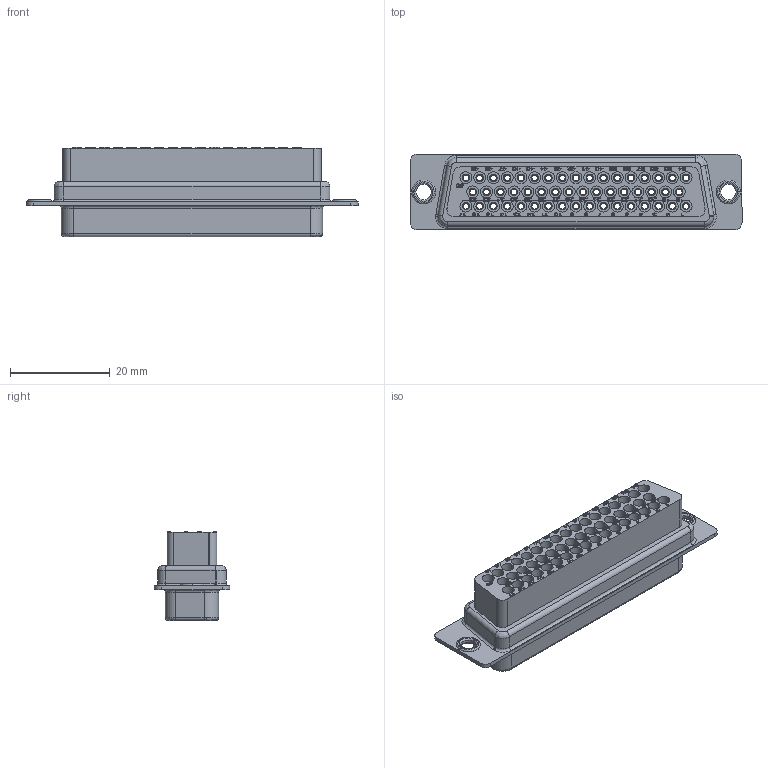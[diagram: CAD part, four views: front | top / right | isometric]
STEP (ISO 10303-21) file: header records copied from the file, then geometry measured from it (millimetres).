
FILE_DESCRIPTION (( 'STEP AP214' ), '1' );
FILE_NAME ('211-FS50-HV-V2.step', '2025-02-18T08:06:04', ( '' ), ( '' ), 'SwSTEP 2.0', 'SolidWorks 2022', '' );
FILE_SCHEMA (( 'AUTOMOTIVE_DESIGN' ));
Length unit declared in the file: millimetre
Products named in the file (1): 211-FS50-HV-V2
Bounding box: 66.6 x 15.2 x 17.9 mm (x, y, z)
Volume: 8305.7 mm3; surface area: 8796.2 mm2
Topology: 1 solids, 3 shells, 2430 faces, 6108 edges, 4034 vertices
Faces by surface type: plane 1328, bspline 646, cylinder 356, cone 100
Entity records: 98428 total; most frequent: CARTESIAN_POINT 42620, ORIENTED_EDGE 12216, DIRECTION 9265, EDGE_CURVE 6108, VERTEX_POINT 4034, VECTOR 3929, LINE 3929, EDGE_LOOP 2888
